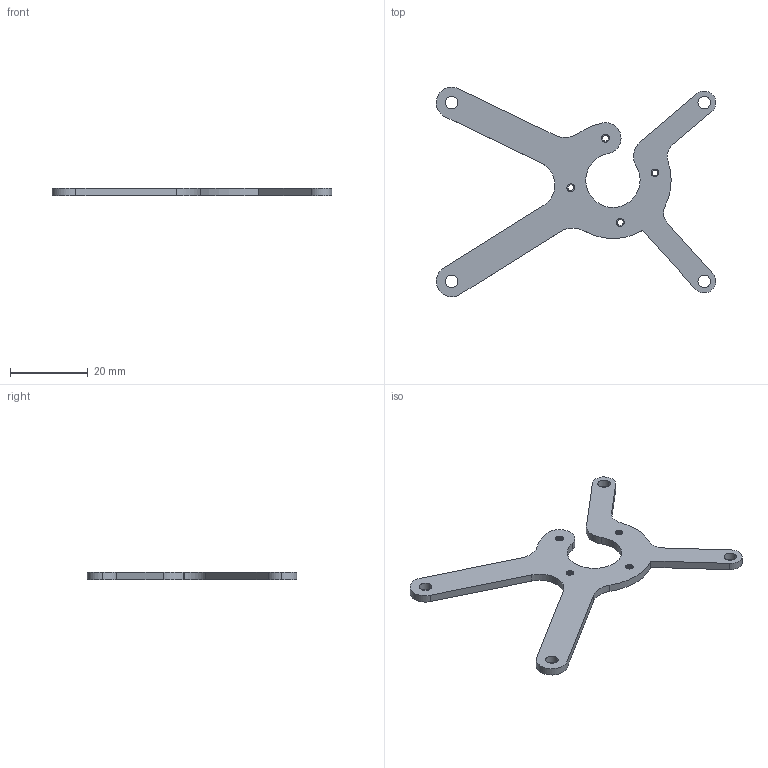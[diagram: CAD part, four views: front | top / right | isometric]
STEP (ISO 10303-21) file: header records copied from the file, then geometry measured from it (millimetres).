
FILE_DESCRIPTION (( 'STEP AP214' ), '1' );
FILE_NAME ('AVIA蟀諉璃.STEP', '2024-12-30T02:49:03', ( '' ), ( '' ), 'SwSTEP 2.0', 'SolidWorks 2020', '' );
FILE_SCHEMA (( 'AUTOMOTIVE_DESIGN' ));
Length unit declared in the file: millimetre
Products named in the file (1): AVIA蟀諉璃
Bounding box: 72 x 53.98 x 2 mm (x, y, z)
Volume: 2590.1 mm3; surface area: 3449 mm2
Topology: 1 solids, 1 shells, 102 faces, 284 edges, 184 vertices
Faces by surface type: cylinder 76, plane 14, bspline 12
Entity records: 5446 total; most frequent: CARTESIAN_POINT 3019, ORIENTED_EDGE 568, DIRECTION 446, EDGE_CURVE 284, VERTEX_POINT 184, AXIS2_PLACEMENT_3D 167, EDGE_LOOP 118, VECTOR 112
